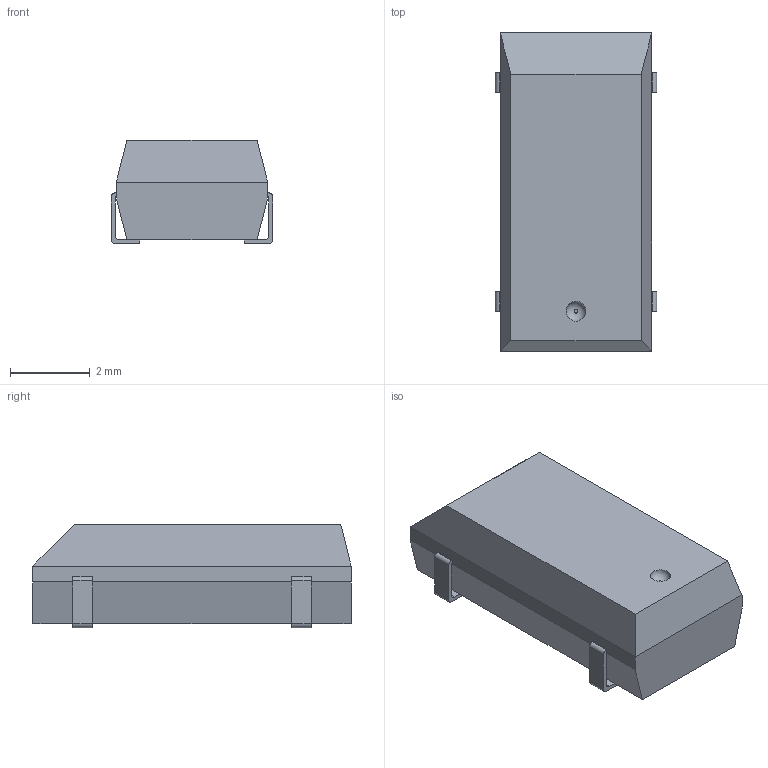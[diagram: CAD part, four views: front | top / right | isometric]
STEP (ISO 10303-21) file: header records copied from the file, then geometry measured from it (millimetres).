
FILE_DESCRIPTION(/* description */ ('Alibre Inc.'),/* implementation_level */ '2;1');
FILE_NAME(/* name */ 'export0',/* time_stamp */ '2014-09-29T10:22:33+03:00',/* author */ (''),/* organization */ (''),/* preprocessor_version */ 'ST-DEVELOPER v14',/* originating_system */ 'Alibre',/* authorisation */ '');
FILE_SCHEMA (('AUTOMOTIVE_DESIGN'));
Length unit declared in the file: centimetre
Bounding box: 4.05 x 8 x 2.6 mm (x, y, z)
Volume: 69.6 mm3; surface area: 115.1 mm2
Topology: 1 solids, 1 shells, 62 faces, 185 edges, 122 vertices
Faces by surface type: plane 49, cylinder 12, torus 1
Entity records: 2099 total; most frequent: ORIENTED_EDGE 368, CARTESIAN_POINT 364, DIRECTION 280, EDGE_CURVE 184, VECTOR 154, LINE 154, VERTEX_POINT 122, AXIS2_PLACEMENT_3D 88
